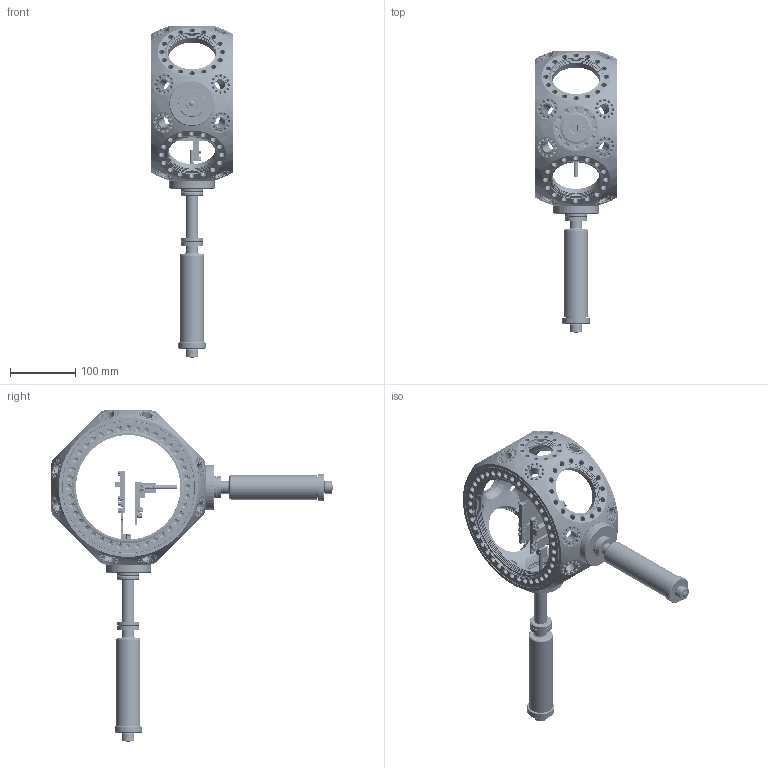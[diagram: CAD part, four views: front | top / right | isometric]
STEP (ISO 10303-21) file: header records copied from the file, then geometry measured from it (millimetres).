
FILE_DESCRIPTION(/* description */ (''),/* implementation_level */ '2;1');
FILE_NAME(/* name */ 'Full Film Bending Assembly.stp',/* time_stamp */ '2025-12-05T10:59:24-05:00',/* author */ (''),/* organization */ (''),/* preprocessor_version */ 'ST-DEVELOPER v20',/* originating_system */ 'SIEMENS PLM Software NX2506.1700',/* authorisation */ '');
FILE_SCHEMA (('AUTOMOTIVE_DESIGN { 1 0 10303 214 3 1 1 1 }'));
Length unit declared in the file: millimetre
Products named in the file (17): Vertical Actuator Tip; Vertical Mount; Mesh; 8_32 UNC 1_4in 18_8 Screw 92196A148; 6_32 UNC 1_2in 18_8 Screw 92196A190; Horizontal Actuator Tip; Film Clamp; Film Plate; Mesh Clamp; Horizontal Mount; MDC Linear Passthrough; T_Bar; CF 1_33 to CF 2_75 Adapter; Vacuum Chamber; Vertical Actuation Assembly; Horizontal Actuation Assembly; Film Bending Assembly
Assembly tree (42 placements, depth 3):
  Film Bending Assembly
    Vacuum Chamber
    CF 1_33 to CF 2_75 Adapter  x2
    T_Bar
    MDC Linear Passthrough  x2
    Horizontal Actuation Assembly
      Horizontal Mount
      Mesh Clamp  x2
      Film Plate
      Film Clamp
      Horizontal Actuator Tip
      6_32 UNC 1_2in 18_8 Screw 92196A190  x8
      8_32 UNC 1_4in 18_8 Screw 92196A148  x2
      Mesh
    Vertical Actuation Assembly
      Vertical Mount
      Mesh Clamp  x2
      Film Plate
      Film Clamp
      Vertical Actuator Tip
      6_32 UNC 1_2in 18_8 Screw 92196A190  x8
      8_32 UNC 1_4in 18_8 Screw 92196A148  x2
      Mesh
Bounding box: 123.95 x 431.55 x 507.75 mm (x, y, z)
Volume: 1709312 mm3; surface area: 431981.2 mm2
Topology: 40 solids, 40 shells, 7966 faces, 19059 edges, 11503 vertices
Faces by surface type: plane 3060, cylinder 2460, cone 2372, bspline 40, torus 30, sphere 4
Full cylindrical faces by diameter (mm): 2.705 x4, 3.454 x212, 3.912 x4, 4.572 x16, 5.41 x48, 6.35 x50, 6.909 x144, 7.938 x144, 13.05 x2, 16.256 x19, 18.288 x16, 19.05 x5, 21.438 x16, 31.338 x2, 33.782 x6, 37.338 x2, 38.1 x12, 41.402 x2, 41.91 x4, 48.26 x4, 69.342 x2, 73.66 x12, 77.216 x4, 82.55 x4, 160.02 x10, 166.116 x2, 171.45 x2
Entity records: 68014 total; most frequent: CARTESIAN_POINT 17067, DIRECTION 10910, ORIENTED_EDGE 7508, AXIS2_PLACEMENT_3D 5121, EDGE_LOOP 4632, FACE_BOUND 4340, EDGE_CURVE 3754, VERTEX_POINT 3446
